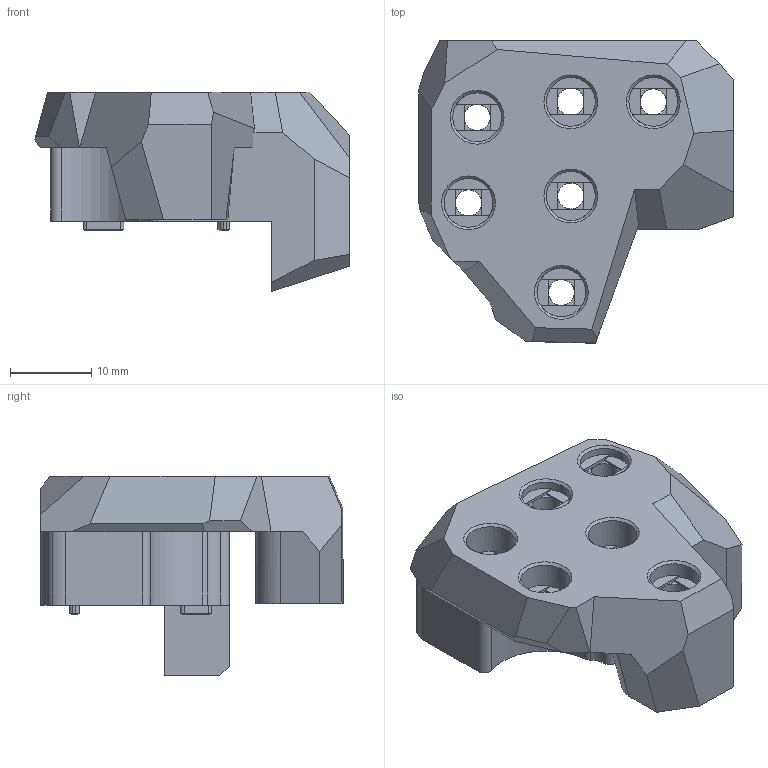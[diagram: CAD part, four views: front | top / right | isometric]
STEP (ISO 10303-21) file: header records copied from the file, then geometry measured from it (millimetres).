
FILE_DESCRIPTION(/* description */ (''),/* implementation_level */ '2;1');
FILE_NAME(/* name */ 'XY_Joint_Left_A_x1.step',/* time_stamp */ '2025-12-31T11:44:18-05:00',/* author */ (''),/* organization */ (''),/* preprocessor_version */ 'ST-DEVELOPER v20.1',/* originating_system */ 'Autodesk Translation Framework v14.21.0.0',/* authorisation */ '');
FILE_SCHEMA (('AUTOMOTIVE_DESIGN { 1 0 10303 214 3 1 1 }'));
Length unit declared in the file: millimetre
Products named in the file (1): XY Joint - Left
Bounding box: 38.62 x 37.12 x 24.46 mm (x, y, z)
Volume: 10940.6 mm3; surface area: 5261.8 mm2
Topology: 1 solids, 1 shells, 220 faces, 592 edges, 374 vertices
Faces by surface type: plane 153, cylinder 41, cone 24, bspline 2
Full cylindrical faces by diameter (mm): 3.2 x5, 3.4 x1, 4 x1, 6 x6
Entity records: 7109 total; most frequent: CARTESIAN_POINT 1456, ORIENTED_EDGE 1184, DIRECTION 1178, EDGE_CURVE 592, LINE 414, VECTOR 414, AXIS2_PLACEMENT_3D 382, VERTEX_POINT 374
